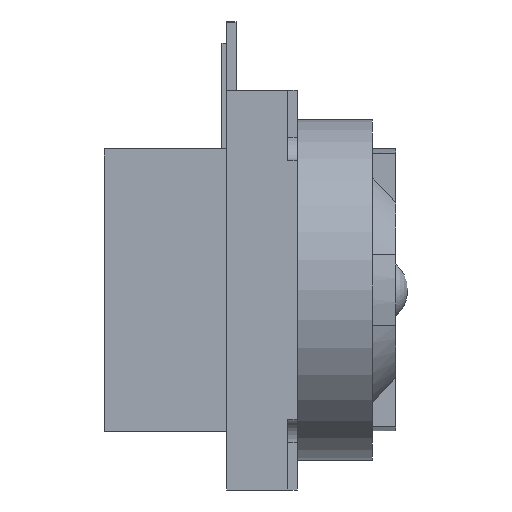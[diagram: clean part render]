
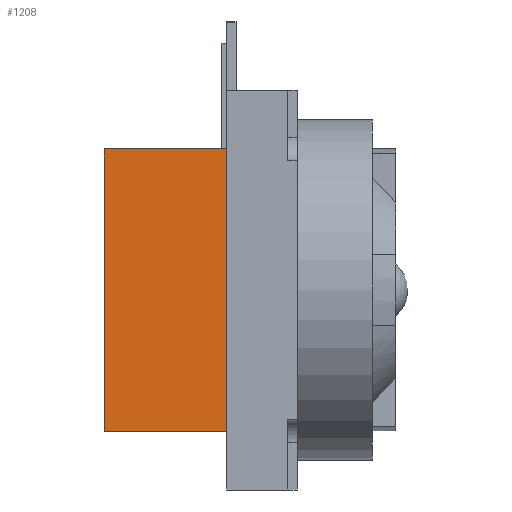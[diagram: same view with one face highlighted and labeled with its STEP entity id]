
A CAD part, front view. The second image highlights one B-rep face of the part: STEP entity #1208.
In plain terms, the highlighted planar face has unit normal (0, -1, 0).
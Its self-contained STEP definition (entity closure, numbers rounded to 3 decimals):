
#163=FACE_OUTER_BOUND('',#232,.T.);
#232=EDGE_LOOP('',(#1089,#1090,#1091,#1092));
#249=LINE('',#1677,#374);
#351=LINE('',#1986,#476);
#356=LINE('',#1996,#481);
#358=LINE('',#1999,#483);
#374=VECTOR('',#1342,10.);
#476=VECTOR('',#1626,10.);
#481=VECTOR('',#1635,10.);
#483=VECTOR('',#1639,10.);
#499=VERTEX_POINT('',#1674);
#500=VERTEX_POINT('',#1676);
#592=VERTEX_POINT('',#1985);
#595=VERTEX_POINT('',#1995);
#611=EDGE_CURVE('',#499,#500,#249,.T.);
#755=EDGE_CURVE('',#592,#499,#351,.T.);
#760=EDGE_CURVE('',#500,#595,#356,.T.);
#762=EDGE_CURVE('',#595,#592,#358,.T.);
#1089=ORIENTED_EDGE('',*,*,#760,.F.);
#1090=ORIENTED_EDGE('',*,*,#611,.F.);
#1091=ORIENTED_EDGE('',*,*,#755,.F.);
#1092=ORIENTED_EDGE('',*,*,#762,.F.);
#1145=PLANE('',#1319);
#1208=ADVANCED_FACE('',(#163),#1145,.T.);
#1319=AXIS2_PLACEMENT_3D('',#1998,#1637,#1638);
#1342=DIRECTION('',(0.,0.,-1.));
#1626=DIRECTION('',(1.,0.,0.));
#1635=DIRECTION('',(-1.,0.,0.));
#1637=DIRECTION('center_axis',(0.,-1.,0.));
#1638=DIRECTION('ref_axis',(0.,0.,-1.));
#1639=DIRECTION('',(0.,0.,1.));
#1674=CARTESIAN_POINT('',(35.6,-6.,3.));
#1676=CARTESIAN_POINT('',(35.6,-6.,-3.));
#1677=CARTESIAN_POINT('',(35.6,-6.,-3.));
#1985=CARTESIAN_POINT('',(33.,-6.,3.));
#1986=CARTESIAN_POINT('',(34.,-6.,3.));
#1995=CARTESIAN_POINT('',(33.,-6.,-3.));
#1996=CARTESIAN_POINT('',(34.,-6.,-3.));
#1998=CARTESIAN_POINT('Origin',(34.,-6.,3.));
#1999=CARTESIAN_POINT('',(33.,-6.,1.5));
